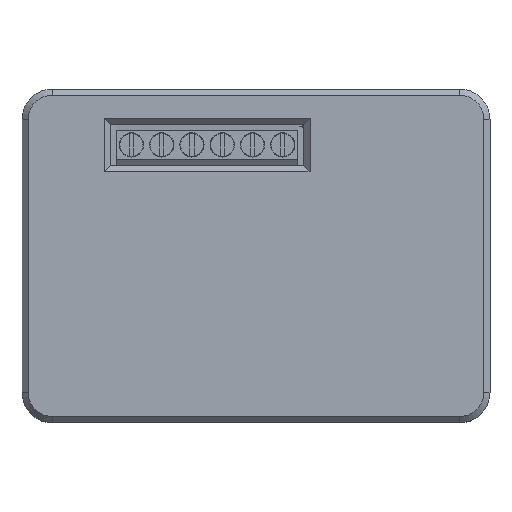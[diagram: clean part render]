
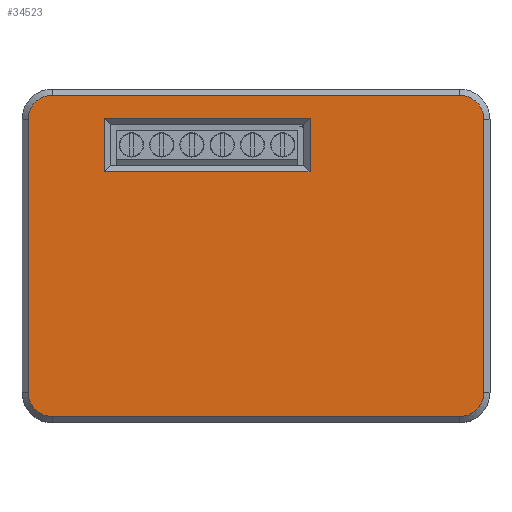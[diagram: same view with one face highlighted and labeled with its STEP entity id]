
A CAD part, top view. The second image highlights one B-rep face of the part: STEP entity #34523.
In plain terms, the highlighted planar face has unit normal (0, 0, 1).
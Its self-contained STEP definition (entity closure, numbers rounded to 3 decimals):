
#1025=FACE_BOUND('',#5792,.T.);
#1834=CIRCLE('',#37462,4.);
#1835=CIRCLE('',#37463,4.);
#1836=CIRCLE('',#37464,4.);
#1837=CIRCLE('',#37465,4.);
#3704=FACE_OUTER_BOUND('',#5791,.T.);
#5791=EDGE_LOOP('',(#29928,#29929,#29930,#29931,#29932,#29933,#29934,#29935));
#5792=EDGE_LOOP('',(#29936,#29937,#29938,#29939));
#9475=LINE('',#58697,#13213);
#9479=LINE('',#58705,#13217);
#9482=LINE('',#58711,#13220);
#9486=LINE('',#58717,#13224);
#9490=LINE('',#58726,#13228);
#9491=LINE('',#58730,#13229);
#9492=LINE('',#58734,#13230);
#9493=LINE('',#58738,#13231);
#13213=VECTOR('',#46527,10.);
#13217=VECTOR('',#46533,10.);
#13220=VECTOR('',#46538,10.);
#13224=VECTOR('',#46544,10.);
#13228=VECTOR('',#46554,10.);
#13229=VECTOR('',#46557,10.);
#13230=VECTOR('',#46560,10.);
#13231=VECTOR('',#46563,10.);
#16124=VERTEX_POINT('',#58695);
#16125=VERTEX_POINT('',#58696);
#16128=VERTEX_POINT('',#58704);
#16130=VERTEX_POINT('',#58710);
#16132=VERTEX_POINT('',#58724);
#16133=VERTEX_POINT('',#58725);
#16134=VERTEX_POINT('',#58727);
#16135=VERTEX_POINT('',#58729);
#16136=VERTEX_POINT('',#58731);
#16137=VERTEX_POINT('',#58733);
#16138=VERTEX_POINT('',#58735);
#16139=VERTEX_POINT('',#58737);
#20734=EDGE_CURVE('',#16124,#16125,#9475,.T.);
#20738=EDGE_CURVE('',#16125,#16128,#9479,.T.);
#20741=EDGE_CURVE('',#16128,#16130,#9482,.T.);
#20745=EDGE_CURVE('',#16130,#16124,#9486,.T.);
#20749=EDGE_CURVE('',#16132,#16133,#9490,.T.);
#20750=EDGE_CURVE('',#16134,#16132,#1834,.T.);
#20751=EDGE_CURVE('',#16135,#16134,#9491,.T.);
#20752=EDGE_CURVE('',#16136,#16135,#1835,.T.);
#20753=EDGE_CURVE('',#16137,#16136,#9492,.T.);
#20754=EDGE_CURVE('',#16138,#16137,#1836,.T.);
#20755=EDGE_CURVE('',#16139,#16138,#9493,.T.);
#20756=EDGE_CURVE('',#16133,#16139,#1837,.T.);
#29928=ORIENTED_EDGE('',*,*,#20749,.F.);
#29929=ORIENTED_EDGE('',*,*,#20750,.F.);
#29930=ORIENTED_EDGE('',*,*,#20751,.F.);
#29931=ORIENTED_EDGE('',*,*,#20752,.F.);
#29932=ORIENTED_EDGE('',*,*,#20753,.F.);
#29933=ORIENTED_EDGE('',*,*,#20754,.F.);
#29934=ORIENTED_EDGE('',*,*,#20755,.F.);
#29935=ORIENTED_EDGE('',*,*,#20756,.F.);
#29936=ORIENTED_EDGE('',*,*,#20734,.F.);
#29937=ORIENTED_EDGE('',*,*,#20745,.F.);
#29938=ORIENTED_EDGE('',*,*,#20741,.F.);
#29939=ORIENTED_EDGE('',*,*,#20738,.F.);
#31703=PLANE('',#37461);
#34523=ADVANCED_FACE('',(#3704,#1025),#31703,.T.);
#37461=AXIS2_PLACEMENT_3D('',#58723,#46552,#46553);
#37462=AXIS2_PLACEMENT_3D('',#58728,#46555,#46556);
#37463=AXIS2_PLACEMENT_3D('',#58732,#46558,#46559);
#37464=AXIS2_PLACEMENT_3D('',#58736,#46561,#46562);
#37465=AXIS2_PLACEMENT_3D('',#58739,#46564,#46565);
#46527=DIRECTION('',(-1.,0.,0.));
#46533=DIRECTION('',(0.,-1.,0.));
#46538=DIRECTION('',(1.,0.,0.));
#46544=DIRECTION('',(0.,1.,0.));
#46552=DIRECTION('center_axis',(0.,0.,1.));
#46553=DIRECTION('ref_axis',(1.,0.,0.));
#46554=DIRECTION('',(0.,-1.,0.));
#46555=DIRECTION('center_axis',(0.,0.,-1.));
#46556=DIRECTION('ref_axis',(0.707,0.707,0.));
#46557=DIRECTION('',(1.,0.,0.));
#46558=DIRECTION('center_axis',(0.,0.,-1.));
#46559=DIRECTION('ref_axis',(-0.707,0.707,0.));
#46560=DIRECTION('',(0.,1.,0.));
#46561=DIRECTION('center_axis',(0.,0.,-1.));
#46562=DIRECTION('ref_axis',(-0.707,-0.707,0.));
#46563=DIRECTION('',(-1.,0.,0.));
#46564=DIRECTION('center_axis',(0.,0.,-1.));
#46565=DIRECTION('ref_axis',(0.707,-0.707,0.));
#58695=CARTESIAN_POINT('',(148.47,-59.77,15.395));
#58696=CARTESIAN_POINT('',(114.47,-59.77,15.395));
#58697=CARTESIAN_POINT('',(127.51,-59.77,15.395));
#58704=CARTESIAN_POINT('',(114.47,-68.57,15.395));
#58705=CARTESIAN_POINT('',(114.47,-75.035,15.395));
#58710=CARTESIAN_POINT('',(148.47,-68.57,15.395));
#58711=CARTESIAN_POINT('',(143.51,-68.57,15.395));
#58717=CARTESIAN_POINT('',(148.47,-71.635,15.395));
#58723=CARTESIAN_POINT('Origin',(139.55,-82.5,15.395));
#58724=CARTESIAN_POINT('',(177.2,-59.95,15.395));
#58725=CARTESIAN_POINT('',(177.2,-105.05,15.395));
#58726=CARTESIAN_POINT('',(177.2,-96.275,15.395));
#58727=CARTESIAN_POINT('',(173.2,-55.95,15.395));
#58728=CARTESIAN_POINT('Origin',(173.2,-59.95,15.395));
#58729=CARTESIAN_POINT('',(105.9,-55.95,15.395));
#58730=CARTESIAN_POINT('',(158.875,-55.95,15.395));
#58731=CARTESIAN_POINT('',(101.9,-59.95,15.395));
#58732=CARTESIAN_POINT('Origin',(105.9,-59.95,15.395));
#58733=CARTESIAN_POINT('',(101.9,-105.05,15.395));
#58734=CARTESIAN_POINT('',(101.9,-68.725,15.395));
#58735=CARTESIAN_POINT('',(105.9,-109.05,15.395));
#58736=CARTESIAN_POINT('Origin',(105.9,-105.05,15.395));
#58737=CARTESIAN_POINT('',(173.2,-109.05,15.395));
#58738=CARTESIAN_POINT('',(120.225,-109.05,15.395));
#58739=CARTESIAN_POINT('Origin',(173.2,-105.05,15.395));
